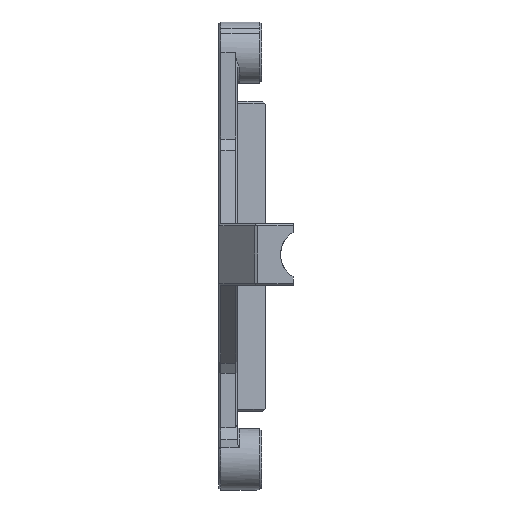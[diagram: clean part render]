
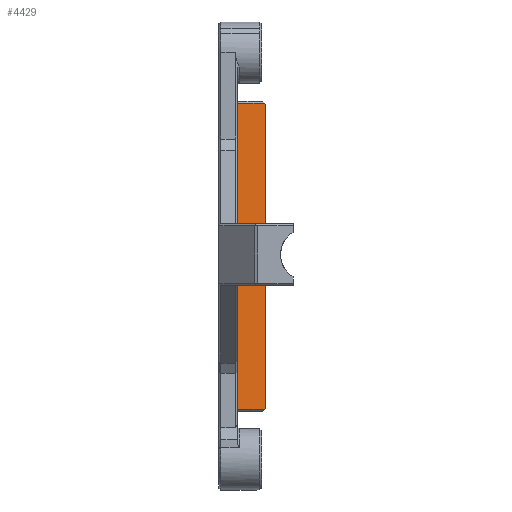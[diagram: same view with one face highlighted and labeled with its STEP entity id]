
A CAD part, top view. The second image highlights one B-rep face of the part: STEP entity #4429.
In plain terms, the highlighted planar face has unit normal (0.707, 0, 0.707).
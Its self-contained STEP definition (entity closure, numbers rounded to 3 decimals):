
#291=FACE_OUTER_BOUND('',#562,.T.);
#562=EDGE_LOOP('',(#3372,#3373,#3374,#3375,#3376,#3377));
#783=LINE('',#6359,#1319);
#977=LINE('',#6879,#1513);
#984=LINE('',#6895,#1520);
#988=LINE('',#6903,#1524);
#989=LINE('',#6905,#1525);
#990=LINE('',#6906,#1526);
#1319=VECTOR('',#5071,10.);
#1513=VECTOR('',#5541,10.);
#1520=VECTOR('',#5556,10.);
#1524=VECTOR('',#5562,10.);
#1525=VECTOR('',#5563,10.);
#1526=VECTOR('',#5564,10.);
#1866=VERTEX_POINT('',#6356);
#1867=VERTEX_POINT('',#6358);
#2046=VERTEX_POINT('',#6878);
#2051=VERTEX_POINT('',#6894);
#2054=VERTEX_POINT('',#6902);
#2055=VERTEX_POINT('',#6904);
#2266=EDGE_CURVE('',#1867,#1866,#783,.T.);
#2523=EDGE_CURVE('',#1867,#2046,#977,.T.);
#2531=EDGE_CURVE('',#2046,#2051,#984,.T.);
#2535=EDGE_CURVE('',#2054,#1866,#988,.T.);
#2536=EDGE_CURVE('',#2055,#2054,#989,.T.);
#2537=EDGE_CURVE('',#2051,#2055,#990,.F.);
#3372=ORIENTED_EDGE('',*,*,#2523,.F.);
#3373=ORIENTED_EDGE('',*,*,#2266,.T.);
#3374=ORIENTED_EDGE('',*,*,#2535,.F.);
#3375=ORIENTED_EDGE('',*,*,#2536,.F.);
#3376=ORIENTED_EDGE('',*,*,#2537,.F.);
#3377=ORIENTED_EDGE('',*,*,#2531,.F.);
#4207=PLANE('',#4779);
#4429=ADVANCED_FACE('',(#291),#4207,.T.);
#4779=AXIS2_PLACEMENT_3D('',#6901,#5560,#5561);
#5071=DIRECTION('',(0.,-1.,0.));
#5541=DIRECTION('',(0.707,0.,-0.707));
#5556=DIRECTION('',(0.577,-0.577,-0.577));
#5560=DIRECTION('center_axis',(0.707,0.,
0.707));
#5561=DIRECTION('ref_axis',(0.707,0.,-0.707));
#5562=DIRECTION('',(-0.707,0.,0.707));
#5563=DIRECTION('',(-0.577,-0.577,0.577));
#5564=DIRECTION('',(0.,1.,0.));
#6356=CARTESIAN_POINT('',(39.25,-16.505,48.15));
#6358=CARTESIAN_POINT('',(39.25,16.505,48.15));
#6359=CARTESIAN_POINT('',(39.25,-8.365,48.15));
#6878=CARTESIAN_POINT('',(42.15,16.505,45.25));
#6879=CARTESIAN_POINT('',(41.462,16.505,45.937));
#6894=CARTESIAN_POINT('',(42.25,16.405,45.15));
#6895=CARTESIAN_POINT('',(45.398,13.257,42.002));
#6901=CARTESIAN_POINT('Origin',(40.25,-8.365,47.15));
#6902=CARTESIAN_POINT('',(42.15,-16.505,45.25));
#6903=CARTESIAN_POINT('',(38.175,-16.505,49.224));
#6904=CARTESIAN_POINT('',(42.25,-16.405,45.15));
#6905=CARTESIAN_POINT('',(41.514,-17.141,45.886));
#6906=CARTESIAN_POINT('',(42.25,-4.182,45.15));
